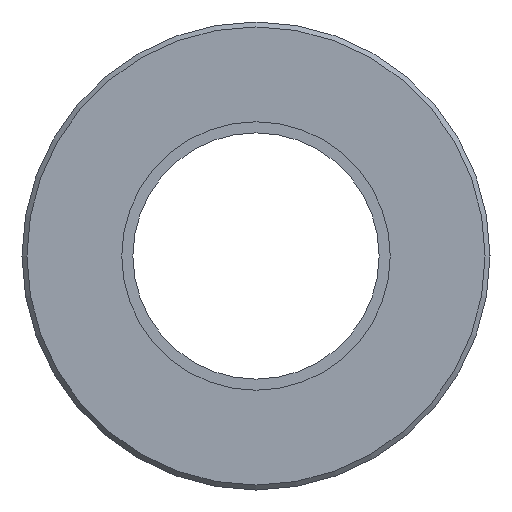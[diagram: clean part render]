
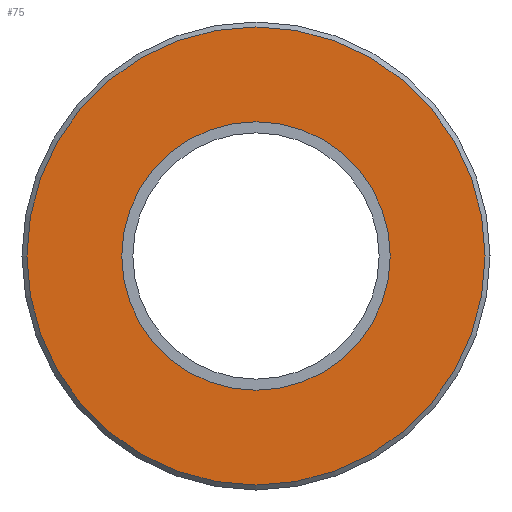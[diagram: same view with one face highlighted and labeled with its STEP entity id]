
A CAD part, left-side view. The second image highlights one B-rep face of the part: STEP entity #75.
In plain terms, the highlighted planar face has unit normal (-1, 0, 0).
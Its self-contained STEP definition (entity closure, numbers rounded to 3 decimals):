
#75 = ADVANCED_FACE( '', ( #156, #157 ), #158, .T. );
#156 = FACE_BOUND( '', #258, .T. );
#157 = FACE_OUTER_BOUND( '', #259, .T. );
#158 = PLANE( '', #260 );
#258 = EDGE_LOOP( '', ( #354 ) );
#259 = EDGE_LOOP( '', ( #355 ) );
#260 = AXIS2_PLACEMENT_3D( '', #356, #357, #358 );
#354 = ORIENTED_EDGE( '', *, *, #477, .T. );
#355 = ORIENTED_EDGE( '', *, *, #478, .F. );
#356 = CARTESIAN_POINT( '', ( 0., 9.3, 0. ) );
#357 = DIRECTION( '', ( -1., 0., 0. ) );
#358 = DIRECTION( '', ( 0., 0., 1. ) );
#477 = EDGE_CURVE( '', #526, #526, #527, .T. );
#478 = EDGE_CURVE( '', #528, #528, #529, .T. );
#526 = VERTEX_POINT( '', #592 );
#527 = CIRCLE( '', #593, 5.45 );
#528 = VERTEX_POINT( '', #594 );
#529 = CIRCLE( '', #595, 9.3 );
#592 = CARTESIAN_POINT( '', ( 0., 0., -5.45 ) );
#593 = AXIS2_PLACEMENT_3D( '', #659, #660, #661 );
#594 = CARTESIAN_POINT( '', ( 0., 0., -9.3 ) );
#595 = AXIS2_PLACEMENT_3D( '', #662, #663, #664 );
#659 = CARTESIAN_POINT( '', ( 0., 0., 0. ) );
#660 = DIRECTION( '', ( 1., 0., 0. ) );
#661 = DIRECTION( '', ( 0., 0., -1. ) );
#662 = CARTESIAN_POINT( '', ( 0., 0., 0. ) );
#663 = DIRECTION( '', ( 1., 0., 0. ) );
#664 = DIRECTION( '', ( 0., 0., -1. ) );
